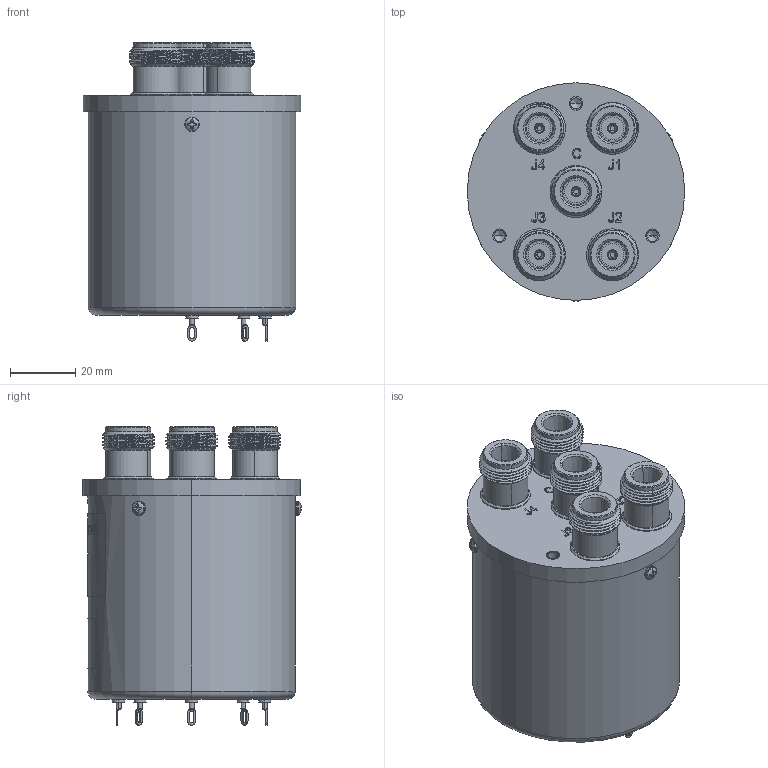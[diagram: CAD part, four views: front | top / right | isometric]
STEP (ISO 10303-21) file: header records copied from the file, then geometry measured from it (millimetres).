
FILE_DESCRIPTION (( 'STEP AP214' ), '1' );
FILE_NAME ('FMSW6464.step', '2021-02-25T21:31:22', ( '' ), ( '' ), 'SwSTEP 2.0', 'SolidWorks 2018', '' );
FILE_SCHEMA (( 'AUTOMOTIVE_DESIGN' ));
Length unit declared in the file: inch
Products named in the file (1): FMSW6464
Bounding box: 66.55 x 66.77 x 91.19 mm (x, y, z)
Volume: 224528.6 mm3; surface area: 27230 mm2
Topology: 4 solids, 4 shells, 921 faces, 2645 edges, 1799 vertices
Faces by surface type: cylinder 415, plane 255, cone 128, bspline 103, torus 14, sphere 6
Entity records: 44001 total; most frequent: CARTESIAN_POINT 22127, ORIENTED_EDGE 5258, DIRECTION 3842, EDGE_CURVE 2629, VERTEX_POINT 1799, AXIS2_PLACEMENT_3D 1477, EDGE_LOOP 1014, FACE_OUTER_BOUND 921
